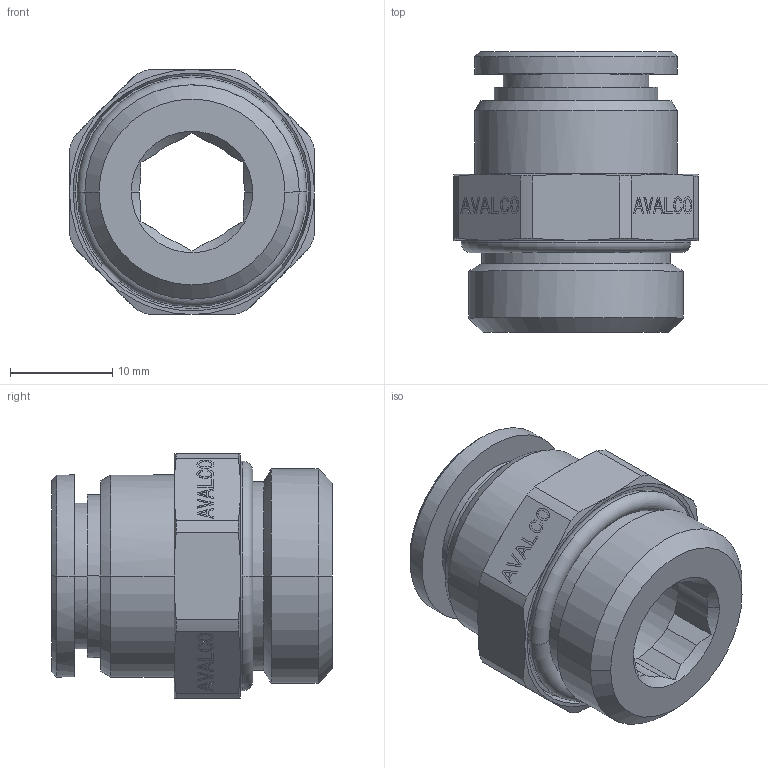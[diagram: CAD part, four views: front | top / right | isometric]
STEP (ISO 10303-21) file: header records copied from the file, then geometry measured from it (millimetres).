
FILE_DESCRIPTION(('CATIA V5 STEP Exchange'),'2;1');
FILE_NAME('PN511B-12G12.stp','2018-04-14T17:46:58+00:00',('none'),('none'),'CATIA Version 5 Release 21 GA (IN-10)','CATIA V5 STEP AP203','none');
FILE_SCHEMA(('CONFIG_CONTROL_DESIGN'));
Length unit declared in the file: millimetre
Products named in the file (1): PN511B-12G12
Bounding box: 24 x 27.5 x 24 mm (x, y, z)
Volume: 6243.6 mm3; surface area: 4379.5 mm2
Topology: 2 solids, 2 shells, 542 faces, 1456 edges, 958 vertices
Faces by surface type: plane 476, cone 32, cylinder 30, torus 4
Entity records: 16590 total; most frequent: CARTESIAN_POINT 3477, ORIENTED_EDGE 2912, DIRECTION 2283, EDGE_CURVE 1456, VECTOR 1302, LINE 1302, VERTEX_POINT 958, EDGE_LOOP 586
